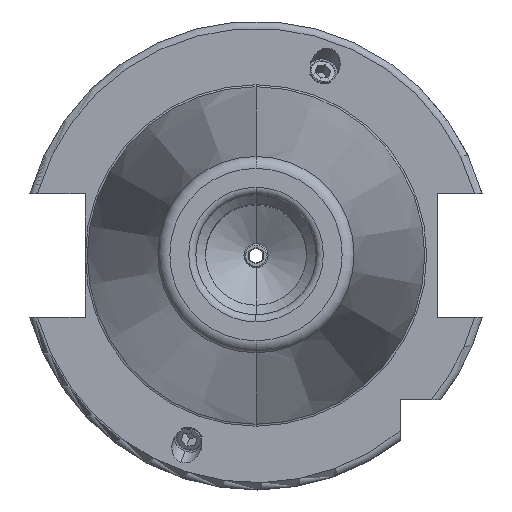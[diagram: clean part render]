
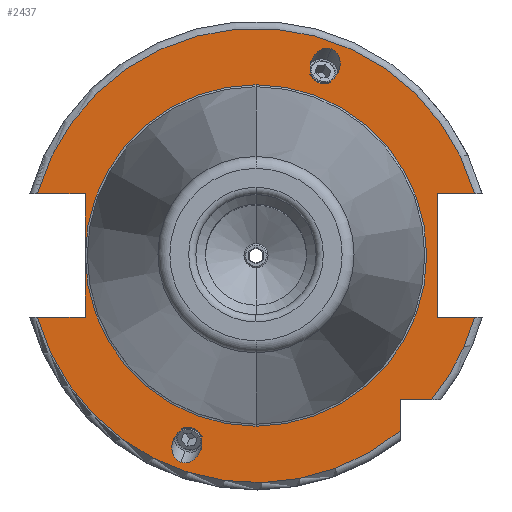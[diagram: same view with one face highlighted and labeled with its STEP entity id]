
A CAD part, top view. The second image highlights one B-rep face of the part: STEP entity #2437.
In plain terms, the highlighted planar face has unit normal (0, 0, 1).
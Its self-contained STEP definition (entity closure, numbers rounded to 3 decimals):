
#101=CARTESIAN_POINT('',(-13.091,-35.968,15.9));
#102=CARTESIAN_POINT('',(-13.429,-35.845,15.9));
#103=CARTESIAN_POINT('',(-14.213,-35.729,15.9));
#104=CARTESIAN_POINT('',(-15.525,-36.16,15.9));
#105=CARTESIAN_POINT('',(-16.448,-36.996,15.9));
#106=CARTESIAN_POINT('',(-16.971,-37.803,15.9));
#107=CARTESIAN_POINT('',(-17.246,-38.418,15.9));
#108=CARTESIAN_POINT('',(-17.431,-39.067,15.9));
#109=CARTESIAN_POINT('',(-17.549,-40.021,15.9));
#110=CARTESIAN_POINT('',(-17.379,-41.255,15.9));
#111=CARTESIAN_POINT('',(-16.651,-42.428,15.9));
#112=CARTESIAN_POINT('',(-15.976,-42.843,15.9));
#113=CARTESIAN_POINT('',(-15.638,-42.966,15.9));
#115=CARTESIAN_POINT('',(-15.638,-42.966,15.9));
#116=CARTESIAN_POINT('',(-15.301,-43.089,15.9));
#117=CARTESIAN_POINT('',(-14.517,-43.205,15.9));
#118=CARTESIAN_POINT('',(-13.205,-42.774,15.9));
#119=CARTESIAN_POINT('',(-12.281,-41.938,15.9));
#120=CARTESIAN_POINT('',(-11.759,-41.131,15.9));
#121=CARTESIAN_POINT('',(-11.484,-40.516,15.9));
#122=CARTESIAN_POINT('',(-11.299,-39.867,15.9));
#123=CARTESIAN_POINT('',(-11.18,-38.913,15.9));
#124=CARTESIAN_POINT('',(-11.35,-37.679,15.9));
#125=CARTESIAN_POINT('',(-12.078,-36.506,15.9));
#126=CARTESIAN_POINT('',(-12.754,-36.091,15.9));
#127=CARTESIAN_POINT('',(-13.091,-35.968,15.9));
#129=DIRECTION('',(1,0,0));
#130=VECTOR('',#129,9.969);
#131=CARTESIAN_POINT('',(-45.469,-12.85,15.9));
#132=LINE('',#131,#130);
#133=DIRECTION('',(0.,1,0));
#134=VECTOR('',#133,12.85);
#135=CARTESIAN_POINT('',(-35.5,-12.85,15.9));
#136=LINE('',#135,#134);
#137=DIRECTION('',(0.,1,0));
#138=VECTOR('',#137,12.85);
#139=CARTESIAN_POINT('',(-35.5,0,15.9));
#140=LINE('',#139,#138);
#141=DIRECTION('',(1,0,0));
#142=VECTOR('',#141,9.969);
#143=CARTESIAN_POINT('',(-45.469,12.85,15.9));
#144=LINE('',#143,#142);
#145=DIRECTION('',(-1,0,0));
#146=VECTOR('',#145,7.769);
#147=CARTESIAN_POINT('',(45.469,12.85,15.9));
#148=LINE('',#147,#146);
#149=DIRECTION('',(0,-1,0));
#150=VECTOR('',#149,25.7);
#151=CARTESIAN_POINT('',(37.7,12.85,15.9));
#152=LINE('',#151,#150);
#153=DIRECTION('',(-1,0,0));
#154=VECTOR('',#153,7.769);
#155=CARTESIAN_POINT('',(45.469,-12.85,15.9));
#156=LINE('',#155,#154);
#157=CARTESIAN_POINT('',(0,0,15.9));
#158=DIRECTION('',(0,0,1));
#159=DIRECTION('',(0.773,-0.635,0));
#160=AXIS2_PLACEMENT_3D('',#157,#158,#159);
#162=DIRECTION('',(-1,0,0));
#163=VECTOR('',#162,6.504);
#164=CARTESIAN_POINT('',(36.504,-30,15.9));
#165=LINE('',#164,#163);
#166=DIRECTION('',(0,1,0));
#167=VECTOR('',#166,6.504);
#168=CARTESIAN_POINT('',(30,-36.504,15.9));
#169=LINE('',#168,#167);
#170=CARTESIAN_POINT('',(13.091,35.968,15.9));
#171=CARTESIAN_POINT('',(13.429,35.845,15.9));
#172=CARTESIAN_POINT('',(14.213,35.729,15.9));
#173=CARTESIAN_POINT('',(15.525,36.16,15.9));
#174=CARTESIAN_POINT('',(16.448,36.996,15.9));
#175=CARTESIAN_POINT('',(16.971,37.803,15.9));
#176=CARTESIAN_POINT('',(17.246,38.418,15.9));
#177=CARTESIAN_POINT('',(17.431,39.067,15.9));
#178=CARTESIAN_POINT('',(17.549,40.021,15.9));
#179=CARTESIAN_POINT('',(17.379,41.255,15.9));
#180=CARTESIAN_POINT('',(16.651,42.428,15.9));
#181=CARTESIAN_POINT('',(15.976,42.843,15.9));
#182=CARTESIAN_POINT('',(15.638,42.966,15.9));
#184=CARTESIAN_POINT('',(15.638,42.966,15.9));
#185=CARTESIAN_POINT('',(15.301,43.089,15.9));
#186=CARTESIAN_POINT('',(14.517,43.205,15.9));
#187=CARTESIAN_POINT('',(13.205,42.774,15.9));
#188=CARTESIAN_POINT('',(12.281,41.938,15.9));
#189=CARTESIAN_POINT('',(11.759,41.131,15.9));
#190=CARTESIAN_POINT('',(11.484,40.516,15.9));
#191=CARTESIAN_POINT('',(11.299,39.867,15.9));
#192=CARTESIAN_POINT('',(11.18,38.913,15.9));
#193=CARTESIAN_POINT('',(11.35,37.679,15.9));
#194=CARTESIAN_POINT('',(12.078,36.506,15.9));
#195=CARTESIAN_POINT('',(12.754,36.091,15.9));
#196=CARTESIAN_POINT('',(13.091,35.968,15.9));
#855=CARTESIAN_POINT('',(0,0,15.9));
#856=DIRECTION('',(0,0,1));
#857=DIRECTION('',(0.962,0.272,0));
#858=AXIS2_PLACEMENT_3D('',#855,#856,#857);
#906=CARTESIAN_POINT('',(0,0,15.9));
#907=DIRECTION('',(0,0,1));
#908=DIRECTION('',(-0.962,-0.272,0));
#909=AXIS2_PLACEMENT_3D('',#906,#907,#908);
#1655=CARTESIAN_POINT('',(0,0,15.9));
#1656=DIRECTION('',(0,0,-1));
#1657=DIRECTION('',(0,1,0));
#1658=AXIS2_PLACEMENT_3D('',#1655,#1656,#1657);
#1660=CARTESIAN_POINT('',(0,0,15.9));
#1661=DIRECTION('',(0,0,1));
#1662=DIRECTION('',(0,1,0));
#1663=AXIS2_PLACEMENT_3D('',#1660,#1661,#1662);
#1675=CARTESIAN_POINT('',(0,0,15.9));
#1676=DIRECTION('',(0,0,1));
#1677=DIRECTION('',(-1,0,0));
#1678=AXIS2_PLACEMENT_3D('',#1675,#1676,#1677);
#1802=CARTESIAN_POINT('',(0,35.5,15.9));
#1804=VERTEX_POINT('',#1802);
#1824=CARTESIAN_POINT('',(0,-35.5,15.9));
#1826=VERTEX_POINT('',#1824);
#1972=CARTESIAN_POINT('',(-45.469,-12.85,15.9));
#1973=CARTESIAN_POINT('',(-35.5,-12.85,15.9));
#1974=VERTEX_POINT('',#1972);
#1975=VERTEX_POINT('',#1973);
#1976=CARTESIAN_POINT('',(-35.5,0,15.9));
#1977=VERTEX_POINT('',#1976);
#1978=CARTESIAN_POINT('',(-35.5,12.85,15.9));
#1979=VERTEX_POINT('',#1978);
#1980=CARTESIAN_POINT('',(-45.469,12.85,15.9));
#1981=VERTEX_POINT('',#1980);
#1982=CARTESIAN_POINT('',(37.7,12.85,15.9));
#1983=CARTESIAN_POINT('',(37.7,-12.85,15.9));
#1984=VERTEX_POINT('',#1982);
#1985=VERTEX_POINT('',#1983);
#1986=CARTESIAN_POINT('',(45.469,-12.85,15.9));
#1987=VERTEX_POINT('',#1986);
#1988=CARTESIAN_POINT('',(45.469,12.85,15.9));
#1989=VERTEX_POINT('',#1988);
#1990=CARTESIAN_POINT('',(30,-36.504,15.9));
#1991=CARTESIAN_POINT('',(30,-30,15.9));
#1992=VERTEX_POINT('',#1990);
#1993=VERTEX_POINT('',#1991);
#1994=CARTESIAN_POINT('',(36.504,-30,15.9));
#1995=VERTEX_POINT('',#1994);
#2040=VERTEX_POINT('',#170);
#2041=VERTEX_POINT('',#182);
#2084=CARTESIAN_POINT('',(-13.091,-35.968,15.9));
#2085=VERTEX_POINT('',#2084);
#2112=CARTESIAN_POINT('',(-15.638,-42.966,15.9));
#2113=VERTEX_POINT('',#2112);
#2389=CARTESIAN_POINT('',(0,0,15.9));
#2390=DIRECTION('',(0,0,-1));
#2391=DIRECTION('',(0,-1,0));
#2392=AXIS2_PLACEMENT_3D('',#2389,#2390,#2391);
#2393=PLANE('',#2392);
#2395=ORIENTED_EDGE('',*,*,#2394,.T.);
#2397=ORIENTED_EDGE('',*,*,#2396,.T.);
#2399=ORIENTED_EDGE('',*,*,#2398,.T.);
#2401=ORIENTED_EDGE('',*,*,#2400,.F.);
#2403=ORIENTED_EDGE('',*,*,#2402,.T.);
#2405=ORIENTED_EDGE('',*,*,#2404,.T.);
#2407=ORIENTED_EDGE('',*,*,#2406,.F.);
#2409=ORIENTED_EDGE('',*,*,#2408,.F.);
#2411=ORIENTED_EDGE('',*,*,#2410,.T.);
#2413=ORIENTED_EDGE('',*,*,#2412,.T.);
#2415=ORIENTED_EDGE('',*,*,#2414,.F.);
#2417=ORIENTED_EDGE('',*,*,#2416,.F.);
#2419=ORIENTED_EDGE('',*,*,#2418,.T.);
#2421=ORIENTED_EDGE('',*,*,#2420,.F.);
#2423=ORIENTED_EDGE('',*,*,#2422,.F.);
#2424=EDGE_LOOP('',(#2395,#2397,#2399,#2401,#2403,#2405,#2407,#2409,#2411,#2413,
#2415,#2417,#2419,#2421,#2423));
#2425=FACE_OUTER_BOUND('',#2424,.F.);
#2426=ORIENTED_EDGE('',*,*,#2381,.T.);
#2428=ORIENTED_EDGE('',*,*,#2427,.T.);
#2429=EDGE_LOOP('',(#2426,#2428));
#2430=FACE_BOUND('',#2429,.F.);
#2432=ORIENTED_EDGE('',*,*,#2431,.T.);
#2434=ORIENTED_EDGE('',*,*,#2433,.T.);
#2435=EDGE_LOOP('',(#2432,#2434));
#2436=FACE_BOUND('',#2435,.F.);
#2437=ADVANCED_FACE('',(#2425,#2430,#2436),#2393,.F.);
#114=B_SPLINE_CURVE_WITH_KNOTS('',3,(#101,#102,#103,#104,#105,#106,#107,#108,
#109,#110,#111,#112,#113),.UNSPECIFIED.,.F.,.F.,(4,1,1,1,1,1,1,1,1,1,4),(0,
0.125,0.25,0.375,0.438,0.5,0.563,0.625,0.75,0.875,1),
.UNSPECIFIED.);
#128=B_SPLINE_CURVE_WITH_KNOTS('',3,(#115,#116,#117,#118,#119,#120,#121,#122,
#123,#124,#125,#126,#127),.UNSPECIFIED.,.F.,.F.,(4,1,1,1,1,1,1,1,1,1,4),(0,
0.125,0.25,0.375,0.438,0.5,0.563,0.625,0.75,0.875,1),
.UNSPECIFIED.);
#161=CIRCLE('',#160,47.25);
#183=B_SPLINE_CURVE_WITH_KNOTS('',3,(#170,#171,#172,#173,#174,#175,#176,#177,
#178,#179,#180,#181,#182),.UNSPECIFIED.,.F.,.F.,(4,1,1,1,1,1,1,1,1,1,4),(0,
0.125,0.25,0.375,0.438,0.5,0.563,0.625,0.75,0.875,1),
.UNSPECIFIED.);
#197=B_SPLINE_CURVE_WITH_KNOTS('',3,(#184,#185,#186,#187,#188,#189,#190,#191,
#192,#193,#194,#195,#196),.UNSPECIFIED.,.F.,.F.,(4,1,1,1,1,1,1,1,1,1,4),(0,
0.125,0.25,0.375,0.438,0.5,0.563,0.625,0.75,0.875,1),
.UNSPECIFIED.);
#859=CIRCLE('',#858,47.25);
#910=CIRCLE('',#909,47.25);
#1659=CIRCLE('',#1658,35.5);
#1664=CIRCLE('',#1663,35.5);
#1679=CIRCLE('',#1678,35.5);
#2381=EDGE_CURVE('',#2085,#2113,#114,.T.);
#2394=EDGE_CURVE('',#1974,#1975,#132,.T.);
#2396=EDGE_CURVE('',#1975,#1977,#136,.T.);
#2398=EDGE_CURVE('',#1977,#1826,#1679,.T.);
#2400=EDGE_CURVE('',#1804,#1826,#1659,.T.);
#2402=EDGE_CURVE('',#1804,#1977,#1664,.T.);
#2404=EDGE_CURVE('',#1977,#1979,#140,.T.);
#2406=EDGE_CURVE('',#1981,#1979,#144,.T.);
#2408=EDGE_CURVE('',#1989,#1981,#859,.T.);
#2410=EDGE_CURVE('',#1989,#1984,#148,.T.);
#2412=EDGE_CURVE('',#1984,#1985,#152,.T.);
#2414=EDGE_CURVE('',#1987,#1985,#156,.T.);
#2416=EDGE_CURVE('',#1995,#1987,#161,.T.);
#2418=EDGE_CURVE('',#1995,#1993,#165,.T.);
#2420=EDGE_CURVE('',#1992,#1993,#169,.T.);
#2422=EDGE_CURVE('',#1974,#1992,#910,.T.);
#2427=EDGE_CURVE('',#2113,#2085,#128,.T.);
#2431=EDGE_CURVE('',#2040,#2041,#183,.T.);
#2433=EDGE_CURVE('',#2041,#2040,#197,.T.);
